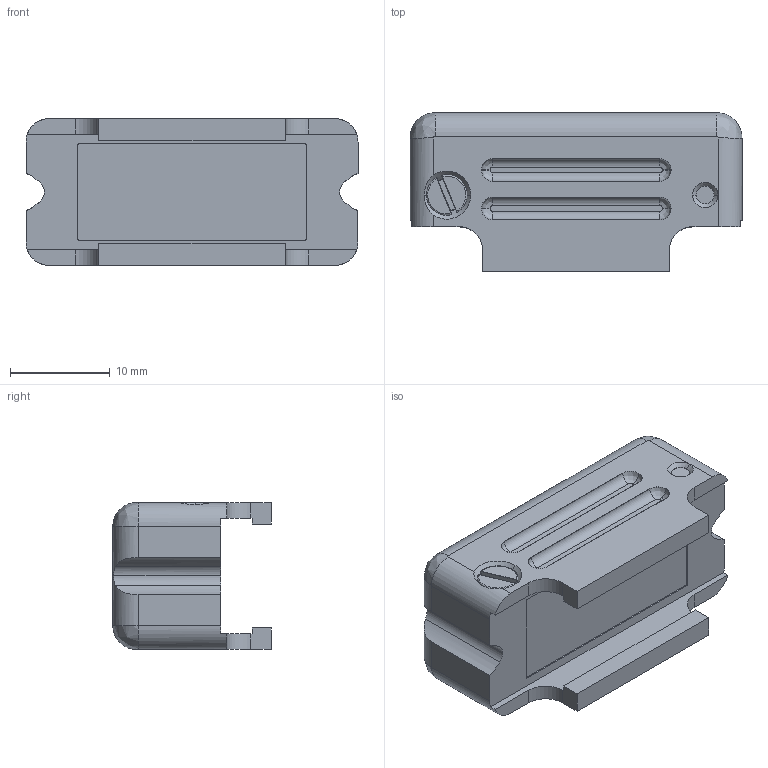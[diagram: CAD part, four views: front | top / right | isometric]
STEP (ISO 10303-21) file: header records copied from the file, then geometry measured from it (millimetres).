
FILE_DESCRIPTION (( 'STEP AP203' ), '1' );
FILE_NAME ('112713.stp', '2018-12-06T21:00:39', ( '' ), ( '' ), 'SwSTEP 2.0', 'SolidWorks 2012', '' );
FILE_SCHEMA (( 'CONFIG_CONTROL_DESIGN' ));
Length unit declared in the file: centimetre
Products named in the file (1): 112713
Bounding box: 33.27 x 15.88 x 14.73 mm (x, y, z)
Volume: 5242.3 mm3; surface area: 2497.6 mm2
Topology: 1 solids, 1 shells, 201 faces, 500 edges, 308 vertices
Faces by surface type: cylinder 68, bspline 64, plane 61, cone 8
Entity records: 9819 total; most frequent: CARTESIAN_POINT 5390, ORIENTED_EDGE 1000, DIRECTION 796, EDGE_CURVE 500, VERTEX_POINT 308, AXIS2_PLACEMENT_3D 290, VECTOR 216, LINE 216
